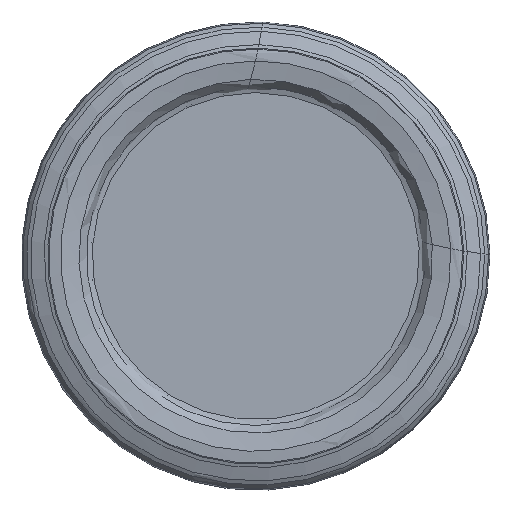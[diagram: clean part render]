
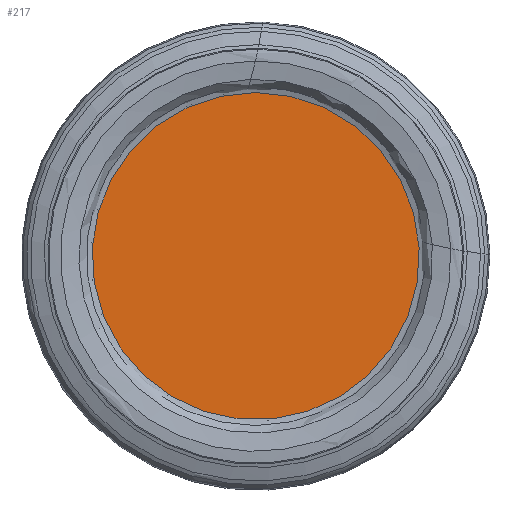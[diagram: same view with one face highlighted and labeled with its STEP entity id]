
A CAD part, left-side view. The second image highlights one B-rep face of the part: STEP entity #217.
In plain terms, the highlighted planar face has unit normal (-1, 0, 0).
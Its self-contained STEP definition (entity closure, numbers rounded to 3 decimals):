
#144=PLANE('',#832);
#146=FACE_OUTER_BOUND('',#320,.T.);
#217=ADVANCED_FACE('',(#146),#144,.F.);
#320=EDGE_LOOP('',(#392));
#392=ORIENTED_EDGE('',*,*,#643,.T.);
#585=VERTEX_POINT('',#1172);
#643=EDGE_CURVE('',#585,#585,#745,.T.);
#745=CIRCLE('',#830,14.);
#830=AXIS2_PLACEMENT_3D('',#1171,#942,#943);
#832=AXIS2_PLACEMENT_3D('',#1174,#946,#947);
#942=DIRECTION('',(-1.,0.,0.));
#943=DIRECTION('',(0.,0.,1.));
#946=DIRECTION('',(1.,0.,0.));
#947=DIRECTION('',(0.,0.,-1.));
#1171=CARTESIAN_POINT('',(1.2,0.,0.));
#1172=CARTESIAN_POINT('',(1.2,0.,14.));
#1174=CARTESIAN_POINT('',(1.2,0.,0.));
